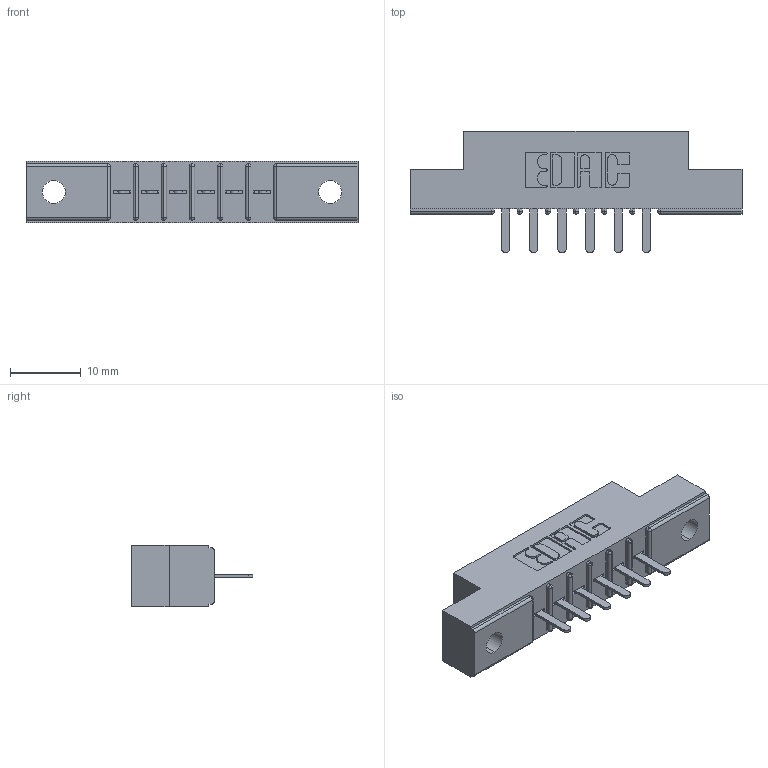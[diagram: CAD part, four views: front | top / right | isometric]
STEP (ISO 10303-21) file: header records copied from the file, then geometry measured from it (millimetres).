
FILE_DESCRIPTION (( 'STEP AP203' ), '1' );
FILE_NAME ('316-006-520-102.STEP', '2018-07-30T23:35:55', ( '' ), ( '' ), 'SwSTEP 2.0', 'SolidWorks 2016', '' );
FILE_SCHEMA (( 'CONFIG_CONTROL_DESIGN' ));
Length unit declared in the file: inch
Products named in the file (3): 306 Part_.128 Dia; 306-290-001_120; 316-006-520-102
Assembly tree (7 placements, depth 2):
  316-006-520-102
    306 Part_.128 Dia
    306-290-001_120  x6
Bounding box: 46.79 x 17.12 x 8.71 mm (x, y, z)
Volume: 3097.4 mm3; surface area: 3805.4 mm2
Topology: 7 solids, 7 shells, 536 faces, 1498 edges, 964 vertices
Faces by surface type: plane 350, cylinder 162, sphere 24
Entity records: 10217 total; most frequent: CARTESIAN_POINT 1709, DIRECTION 1690, ORIENTED_EDGE 1688, EDGE_CURVE 844, VECTOR 640, LINE 640, VERTEX_POINT 544, AXIS2_PLACEMENT_3D 525
